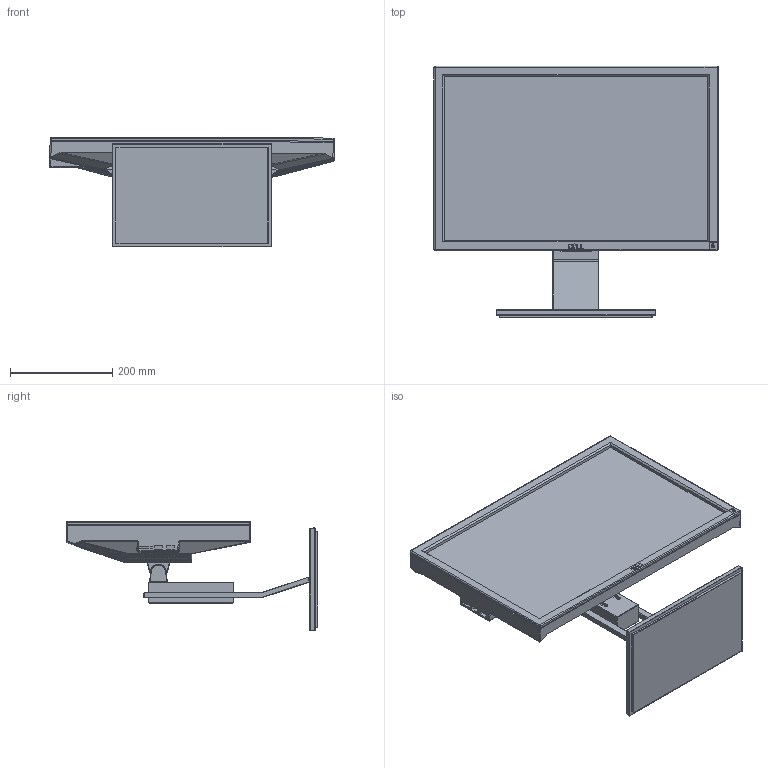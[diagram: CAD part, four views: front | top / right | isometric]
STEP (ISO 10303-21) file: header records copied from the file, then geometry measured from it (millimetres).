
FILE_DESCRIPTION (( 'STEP AP214' ), '1' );
FILE_NAME ('Comp_monitor.STEP', '2017-08-05T05:41:47', ( 'Sidh Singh' ), ( '' ), 'SwSTEP 2.0', 'SolidWorks 2012', '' );
FILE_SCHEMA (( 'AUTOMOTIVE_DESIGN' ));
Length unit declared in the file: millimetre
Products named in the file (1): Comp_monitor
Bounding box: 555.16 x 491.11 x 214.15 mm (x, y, z)
Surface area: 784726.5 mm2 (no closed solid volume)
Topology: 0 solids, 9 shells, 703 faces, 2222 edges, 1397 vertices
Faces by surface type: plane 515, cylinder 121, bspline 66, torus 1
Entity records: 34020 total; most frequent: CARTESIAN_POINT 8042, DIRECTION 3513, ORIENTED_EDGE 3489, EDGE_CURVE 2201, VECTOR 1793, LINE 1793, VERTEX_POINT 1397, AXIS2_PLACEMENT_3D 860
